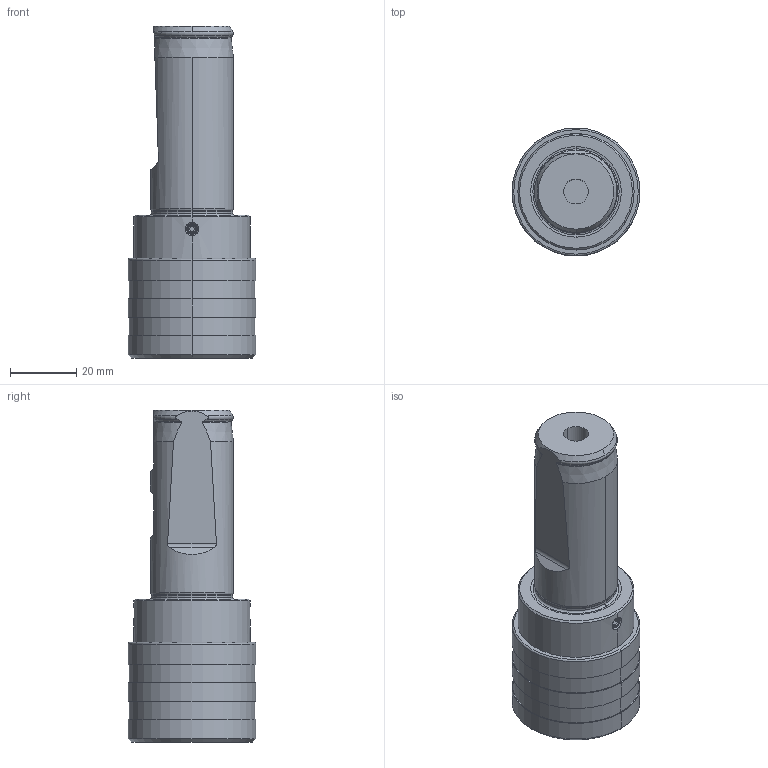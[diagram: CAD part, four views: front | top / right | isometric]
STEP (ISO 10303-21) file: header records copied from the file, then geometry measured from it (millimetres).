
FILE_DESCRIPTION((''),'2;1');
FILE_NAME('120_16_2512','2020-09-23T',('103090'),(''),'CREO PARAMETRIC BY PTC INC, 2016260','CREO PARAMETRIC BY PTC INC, 2016260','');
FILE_SCHEMA(('CONFIG_CONTROL_DESIGN'));
Length unit declared in the file: millimetre
Products named in the file (1): 120_16_2512
Bounding box: 38.5 x 38.5 x 100 mm (x, y, z)
Volume: 61025.8 mm3; surface area: 20493.6 mm2
Topology: 1 solids, 1 shells, 131 faces, 314 edges, 195 vertices
Faces by surface type: plane 46, cylinder 35, cone 30, torus 14, sphere 6
Entity records: 4147 total; most frequent: CARTESIAN_POINT 1092, DIRECTION 648, ORIENTED_EDGE 616, EDGE_CURVE 308, AXIS2_PLACEMENT_3D 270, VERTEX_POINT 195, EDGE_LOOP 147, CIRCLE 136
